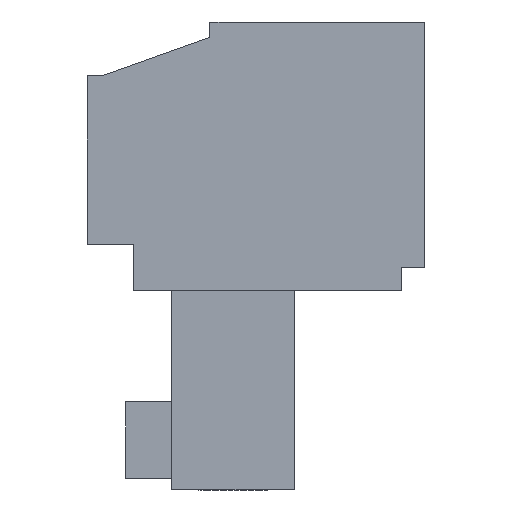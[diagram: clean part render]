
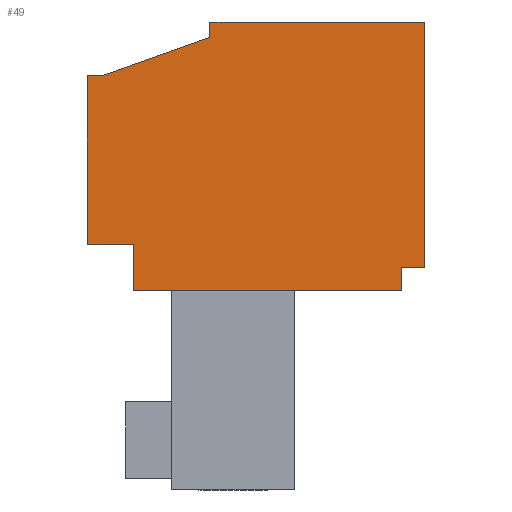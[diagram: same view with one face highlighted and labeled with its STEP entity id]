
A CAD part, left-side view. The second image highlights one B-rep face of the part: STEP entity #49.
In plain terms, the highlighted planar face has unit normal (-1, 0, 0).
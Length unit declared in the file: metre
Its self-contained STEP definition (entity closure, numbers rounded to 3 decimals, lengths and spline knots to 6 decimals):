
#49 = ADVANCED_FACE( '', ( #678 ), #679, .F. );
#678 = FACE_OUTER_BOUND( '', #2120, .T. );
#679 = PLANE( '', #2121 );
#2120 = EDGE_LOOP( '', ( #3577, #3578, #3579, #3580, #3581, #3582, #3583, #3584, #3585, #3586, #3587 ) );
#2121 = AXIS2_PLACEMENT_3D( '', #3588, #3589, #3590 );
#3577 = ORIENTED_EDGE( '', *, *, #8124, .F. );
#3578 = ORIENTED_EDGE( '', *, *, #8125, .F. );
#3579 = ORIENTED_EDGE( '', *, *, #8126, .F. );
#3580 = ORIENTED_EDGE( '', *, *, #8127, .F. );
#3581 = ORIENTED_EDGE( '', *, *, #8128, .F. );
#3582 = ORIENTED_EDGE( '', *, *, #8121, .F. );
#3583 = ORIENTED_EDGE( '', *, *, #8129, .F. );
#3584 = ORIENTED_EDGE( '', *, *, #8130, .F. );
#3585 = ORIENTED_EDGE( '', *, *, #8131, .F. );
#3586 = ORIENTED_EDGE( '', *, *, #8132, .F. );
#3587 = ORIENTED_EDGE( '', *, *, #8133, .F. );
#3588 = CARTESIAN_POINT( '', ( -0.028397, 0., 0. ) );
#3589 = DIRECTION( '', ( 1., 0., 0. ) );
#3590 = DIRECTION( '', ( 0., 1., 0. ) );
#8121 = EDGE_CURVE( '', #9467, #9470, #9471, .T. );
#8124 = EDGE_CURVE( '', #9475, #9476, #9477, .T. );
#8125 = EDGE_CURVE( '', #9478, #9475, #9479, .T. );
#8126 = EDGE_CURVE( '', #9480, #9478, #9481, .T. );
#8127 = EDGE_CURVE( '', #9482, #9480, #9483, .T. );
#8128 = EDGE_CURVE( '', #9470, #9482, #9484, .T. );
#8129 = EDGE_CURVE( '', #9485, #9467, #9486, .T. );
#8130 = EDGE_CURVE( '', #9487, #9485, #9488, .T. );
#8131 = EDGE_CURVE( '', #9489, #9487, #9490, .T. );
#8132 = EDGE_CURVE( '', #9491, #9489, #9492, .T. );
#8133 = EDGE_CURVE( '', #9476, #9491, #9493, .T. );
#9467 = VERTEX_POINT( '', #11725 );
#9470 = VERTEX_POINT( '', #11729 );
#9471 = LINE( '', #11730, #11731 );
#9475 = VERTEX_POINT( '', #11737 );
#9476 = VERTEX_POINT( '', #11738 );
#9477 = LINE( '', #11739, #11740 );
#9478 = VERTEX_POINT( '', #11741 );
#9479 = LINE( '', #11742, #11743 );
#9480 = VERTEX_POINT( '', #11744 );
#9481 = LINE( '', #11745, #11746 );
#9482 = VERTEX_POINT( '', #11747 );
#9483 = LINE( '', #11748, #11749 );
#9484 = LINE( '', #11750, #11751 );
#9485 = VERTEX_POINT( '', #11752 );
#9486 = LINE( '', #11753, #11754 );
#9487 = VERTEX_POINT( '', #11755 );
#9488 = LINE( '', #11756, #11757 );
#9489 = VERTEX_POINT( '', #11758 );
#9490 = LINE( '', #11759, #11760 );
#9491 = VERTEX_POINT( '', #11761 );
#9492 = LINE( '', #11762, #11763 );
#9493 = LINE( '', #11764, #11765 );
#11725 = CARTESIAN_POINT( '', ( -0.028397, 0.009652, -0.007366 ) );
#11729 = CARTESIAN_POINT( '', ( -0.028397, 0.011176, -0.007366 ) );
#11730 = CARTESIAN_POINT( '', ( -0.028397, 0.009652, -0.007366 ) );
#11731 = VECTOR( '', #15097, 1. );
#11737 = CARTESIAN_POINT( '', ( -0.028397, 0.007112, 0. ) );
#11738 = CARTESIAN_POINT( '', ( -0.028397, 0., 0. ) );
#11739 = CARTESIAN_POINT( '', ( -0.028397, 0.007112, 0. ) );
#11740 = VECTOR( '', #15100, 1. );
#11741 = CARTESIAN_POINT( '', ( -0.028397, 0.007112, -0.000508 ) );
#11742 = CARTESIAN_POINT( '', ( -0.028397, 0.007112, -0.000508 ) );
#11743 = VECTOR( '', #15101, 1. );
#11744 = CARTESIAN_POINT( '', ( -0.028397, 0.010668, -0.001778 ) );
#11745 = CARTESIAN_POINT( '', ( -0.028397, 0.010668, -0.001778 ) );
#11746 = VECTOR( '', #15102, 1. );
#11747 = CARTESIAN_POINT( '', ( -0.028397, 0.011176, -0.001778 ) );
#11748 = CARTESIAN_POINT( '', ( -0.028397, 0.011176, -0.001778 ) );
#11749 = VECTOR( '', #15103, 1. );
#11750 = CARTESIAN_POINT( '', ( -0.028397, 0.011176, -0.007366 ) );
#11751 = VECTOR( '', #15104, 1. );
#11752 = CARTESIAN_POINT( '', ( -0.028397, 0.009652, -0.00889 ) );
#11753 = CARTESIAN_POINT( '', ( -0.028397, 0.009652, -0.00889 ) );
#11754 = VECTOR( '', #15105, 1. );
#11755 = CARTESIAN_POINT( '', ( -0.028397, 0.000762, -0.00889 ) );
#11756 = CARTESIAN_POINT( '', ( -0.028397, 0.000762, -0.00889 ) );
#11757 = VECTOR( '', #15106, 1. );
#11758 = CARTESIAN_POINT( '', ( -0.028397, 0.000762, -0.008128 ) );
#11759 = CARTESIAN_POINT( '', ( -0.028397, 0.000762, -0.008128 ) );
#11760 = VECTOR( '', #15107, 1. );
#11761 = CARTESIAN_POINT( '', ( -0.028397, 0., -0.008128 ) );
#11762 = CARTESIAN_POINT( '', ( -0.028397, 0., -0.008128 ) );
#11763 = VECTOR( '', #15108, 1. );
#11764 = CARTESIAN_POINT( '', ( -0.028397, 0., 0. ) );
#11765 = VECTOR( '', #15109, 1. );
#15097 = DIRECTION( '', ( 0., 1., 0. ) );
#15100 = DIRECTION( '', ( 0., -1., 0. ) );
#15101 = DIRECTION( '', ( 0., 0., 1. ) );
#15102 = DIRECTION( '', ( 0., -0.942, 0.336 ) );
#15103 = DIRECTION( '', ( 0., -1., 0. ) );
#15104 = DIRECTION( '', ( 0., 0., 1. ) );
#15105 = DIRECTION( '', ( 0., 0., 1. ) );
#15106 = DIRECTION( '', ( 0., 1., 0. ) );
#15107 = DIRECTION( '', ( 0., 0., -1. ) );
#15108 = DIRECTION( '', ( 0., 1., 0. ) );
#15109 = DIRECTION( '', ( 0., 0., -1. ) );
